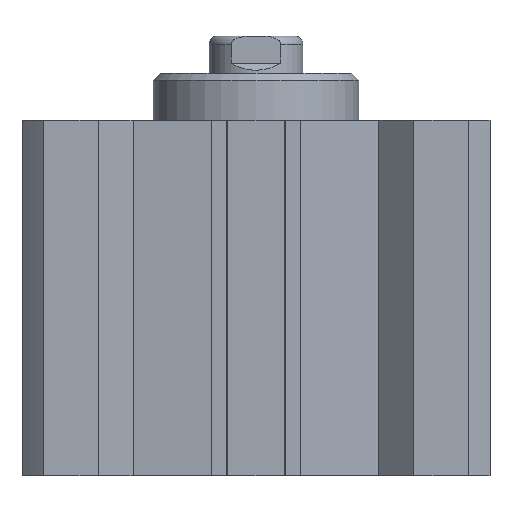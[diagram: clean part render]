
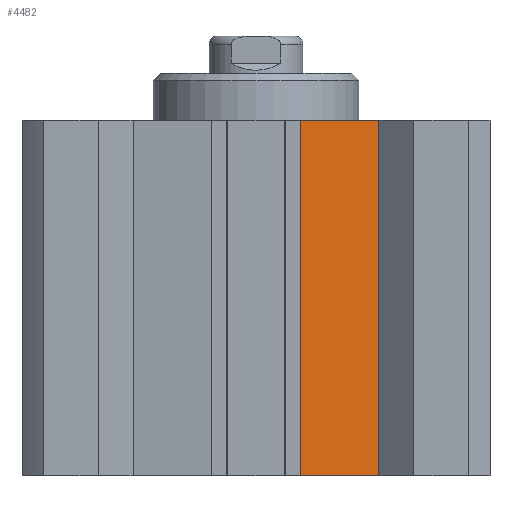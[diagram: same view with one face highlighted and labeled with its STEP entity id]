
A CAD part, front view. The second image highlights one B-rep face of the part: STEP entity #4482.
In plain terms, the highlighted planar face has unit normal (0.087, -0.996, 0).
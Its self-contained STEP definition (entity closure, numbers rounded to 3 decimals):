
#797=CARTESIAN_POINT('',(26.269,-42.533,0.0));
#798=VERTEX_POINT('',#797);
#805=CARTESIAN_POINT('',(9.5,-44.0,0.0));
#806=VERTEX_POINT('',#805);
#807=CARTESIAN_POINT('',(9.5,-44.0,0.0));
#808=DIRECTION('',(0.996,0.087,0.0));
#809=VECTOR('',#808,16.833);
#810=LINE('',#807,#809);
#811=EDGE_CURVE('',#806,#798,#810,.T.);
#2853=CARTESIAN_POINT('',(9.5,-44.0,76.0));
#2854=VERTEX_POINT('',#2853);
#2861=CARTESIAN_POINT('',(26.269,-42.533,76.0));
#2862=VERTEX_POINT('',#2861);
#2863=CARTESIAN_POINT('',(26.269,-42.533,76.0));
#2864=DIRECTION('',(-0.996,-0.087,0.0));
#2865=VECTOR('',#2864,16.833);
#2866=LINE('',#2863,#2865);
#2867=EDGE_CURVE('',#2862,#2854,#2866,.T.);
#4455=CARTESIAN_POINT('',(26.269,-42.533,0.0));
#4456=DIRECTION('',(0.0,0.0,1.0));
#4457=VECTOR('',#4456,76.0);
#4458=LINE('',#4455,#4457);
#4459=EDGE_CURVE('',#798,#2862,#4458,.T.);
#4466=CARTESIAN_POINT('',(26.269,-42.533,0.0));
#4467=DIRECTION('',(0.087,-0.996,0.0));
#4468=DIRECTION('',(0.0,0.0,-1.0));
#4469=AXIS2_PLACEMENT_3D('',#4466,#4467,#4468);
#4470=PLANE('',#4469);
#4471=ORIENTED_EDGE('',*,*,#2867,.T.);
#4472=CARTESIAN_POINT('',(9.5,-44.0,0.0));
#4473=DIRECTION('',(0.0,0.0,1.0));
#4474=VECTOR('',#4473,76.0);
#4475=LINE('',#4472,#4474);
#4476=EDGE_CURVE('',#806,#2854,#4475,.T.);
#4477=ORIENTED_EDGE('',*,*,#4476,.F.);
#4478=ORIENTED_EDGE('',*,*,#811,.T.);
#4479=ORIENTED_EDGE('',*,*,#4459,.T.);
#4480=EDGE_LOOP('',(#4471,#4477,#4478,#4479));
#4481=FACE_OUTER_BOUND('',#4480,.T.);
#4482=ADVANCED_FACE('',(#4481),#4470,.T.);
